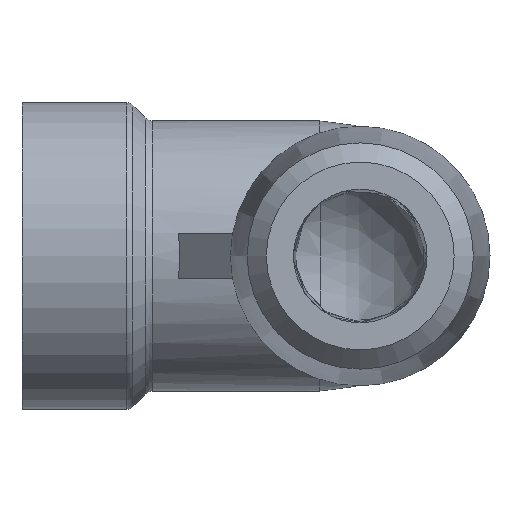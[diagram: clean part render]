
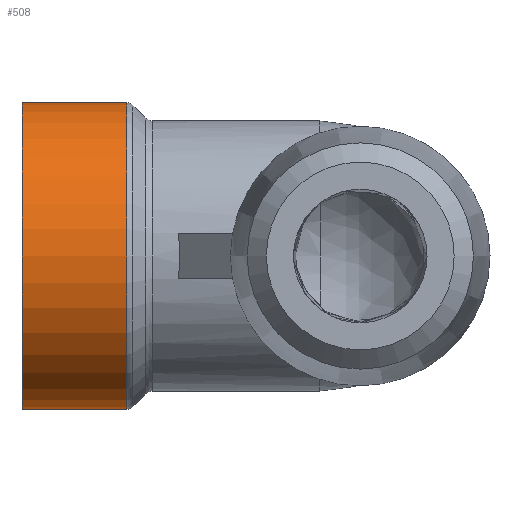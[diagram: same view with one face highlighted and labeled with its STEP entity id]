
A CAD part, front view. The second image highlights one B-rep face of the part: STEP entity #508.
In plain terms, the highlighted cylindrical face has radius 8.5 mm (diameter 17 mm), a full revolution.
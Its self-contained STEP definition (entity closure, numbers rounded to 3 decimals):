
#474=CARTESIAN_POINT('',(-12.957,41.5,0.0));
#475=VERTEX_POINT('',#474);
#476=CARTESIAN_POINT('',(-12.957,33.0,0.0));
#477=DIRECTION('',(1.0,0.0,0.0));
#478=DIRECTION('',(0.0,-1.0,0.0));
#479=AXIS2_PLACEMENT_3D('',#476,#477,#478);
#480=CIRCLE('',#479,8.5);
#481=EDGE_CURVE('',#475,#475,#480,.T.);
#489=CARTESIAN_POINT('',(-15.75,33.0,0.0));
#490=DIRECTION('',(1.0,0.,0.0));
#491=DIRECTION('',(0.0,1.0,0.0));
#492=AXIS2_PLACEMENT_3D('',#489,#490,#491);
#493=CYLINDRICAL_SURFACE('',#492,8.5);
#494=CARTESIAN_POINT('',(-18.75,41.5,0.0));
#495=VERTEX_POINT('',#494);
#496=CARTESIAN_POINT('',(-18.75,33.0,0.0));
#497=DIRECTION('',(1.0,0.0,0.0));
#498=DIRECTION('',(0.0,1.0,0.0));
#499=AXIS2_PLACEMENT_3D('',#496,#497,#498);
#500=CIRCLE('',#499,8.5);
#501=EDGE_CURVE('',#495,#495,#500,.T.);
#502=ORIENTED_EDGE('',*,*,#501,.T.);
#503=EDGE_LOOP('',(#502));
#504=FACE_OUTER_BOUND('',#503,.T.);
#505=ORIENTED_EDGE('',*,*,#481,.F.);
#506=EDGE_LOOP('',(#505));
#507=FACE_BOUND('',#506,.T.);
#508=ADVANCED_FACE('',(#504,#507),#493,.T.);
